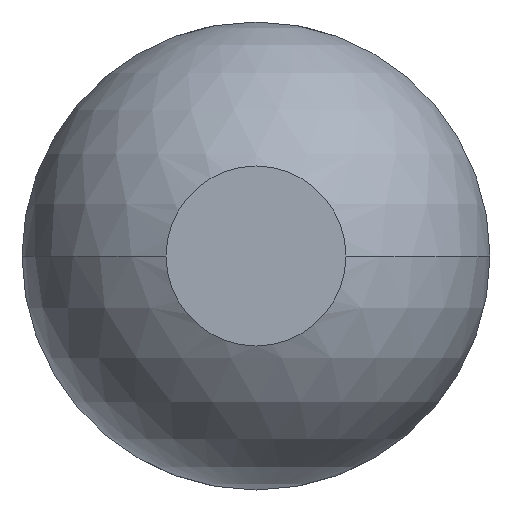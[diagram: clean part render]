
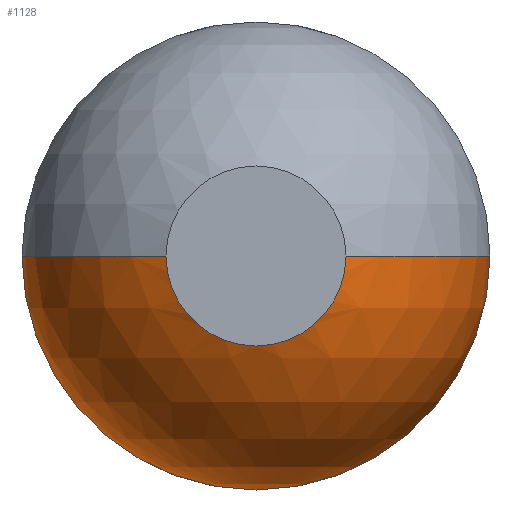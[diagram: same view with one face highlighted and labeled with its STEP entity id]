
A CAD part, front view. The second image highlights one B-rep face of the part: STEP entity #1128.
In plain terms, the highlighted spherical face has radius 0.39 mm.
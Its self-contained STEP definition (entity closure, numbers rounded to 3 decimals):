
#9 = DIRECTION ( 'NONE',  ( 0., 0., -1. ) ) ;
#91 = VERTEX_POINT ( 'NONE', #359 ) ;
#94 = CARTESIAN_POINT ( 'NONE',  ( 0., -35.94, 0. ) ) ;
#113 = SPHERICAL_SURFACE ( 'NONE', #1496, 0.39 ) ;
#227 = AXIS2_PLACEMENT_3D ( 'NONE', #3003, #2430, #1965 ) ;
#289 = CIRCLE ( 'NONE', #227, 0.15 ) ;
#316 = ORIENTED_EDGE ( 'NONE', *, *, #990, .F. ) ;
#359 = CARTESIAN_POINT ( 'NONE',  ( 0.15, -36.3, 0. ) ) ;
#373 = CIRCLE ( 'NONE', #2760, 0.39 ) ;
#421 = CARTESIAN_POINT ( 'NONE',  ( 0., -35.94, 0. ) ) ;
#487 = CIRCLE ( 'NONE', #2841, 0.39 ) ;
#545 = ORIENTED_EDGE ( 'NONE', *, *, #3145, .F. ) ;
#599 = AXIS2_PLACEMENT_3D ( 'NONE', #2321, #2602, #9 ) ;
#628 = ORIENTED_EDGE ( 'NONE', *, *, #1953, .F. ) ;
#689 = CARTESIAN_POINT ( 'NONE',  ( 0., -35.94, -0.39 ) ) ;
#938 = VERTEX_POINT ( 'NONE', #2109 ) ;
#990 = EDGE_CURVE ( 'Defeature ausgef�hrt1_5+Defeature ausgef�hrt1_4+Defeature ausgef�hrt1_4+Defeature ausgef�hrt1_4', #1566, #1935, #1571, .T. ) ;
#1011 = CARTESIAN_POINT ( 'NONE',  ( 0., -35.94, 0. ) ) ;
#1128 = ADVANCED_FACE ( 'Defeature ausgef�hrt1_4', ( #1944 ), #113, .T. ) ;
#1195 = CARTESIAN_POINT ( 'NONE',  ( -0.39, -35.94, 0. ) ) ;
#1257 = CARTESIAN_POINT ( 'NONE',  ( 0.39, -35.94, 0. ) ) ;
#1274 = DIRECTION ( 'NONE',  ( 0., 0., -1. ) ) ;
#1496 = AXIS2_PLACEMENT_3D ( 'NONE', #421, #1695, #1717 ) ;
#1508 = DIRECTION ( 'NONE',  ( 1., 0., 0. ) ) ;
#1566 = VERTEX_POINT ( 'NONE', #689 ) ;
#1567 = CIRCLE ( 'NONE', #1819, 0.39 ) ;
#1571 = CIRCLE ( 'NONE', #2291, 0.39 ) ;
#1613 = VERTEX_POINT ( 'NONE', #1257 ) ;
#1635 = EDGE_CURVE ( 'NONE', #2923, #1935, #373, .T. ) ;
#1653 = ORIENTED_EDGE ( 'NONE', *, *, #1635, .T. ) ;
#1685 = CIRCLE ( 'NONE', #599, 0.15 ) ;
#1695 = DIRECTION ( 'NONE',  ( 0., 0., -1. ) ) ;
#1717 = DIRECTION ( 'NONE',  ( 1., 0., 0. ) ) ;
#1819 = AXIS2_PLACEMENT_3D ( 'NONE', #2218, #2261, #3025 ) ;
#1826 = EDGE_CURVE ( 'Defeature ausgef�hrt1_11+Defeature ausgef�hrt1_4+Defeature ausgef�hrt1_4+Defeature ausgef�hrt1_4', #938, #91, #1685, .T. ) ;
#1935 = VERTEX_POINT ( 'NONE', #1195 ) ;
#1944 = FACE_OUTER_BOUND ( 'NONE', #2247, .T. ) ;
#1953 = EDGE_CURVE ( 'Defeature ausgef�hrt1_5+Defeature ausgef�hrt1_4+Defeature ausgef�hrt1_4+Defeature ausgef�hrt1_4', #1613, #1566, #1567, .T. ) ;
#1965 = DIRECTION ( 'NONE',  ( 0., 0., -1. ) ) ;
#2109 = CARTESIAN_POINT ( 'NONE',  ( 0., -36.3, -0.15 ) ) ;
#2218 = CARTESIAN_POINT ( 'NONE',  ( 0., -35.94, 0. ) ) ;
#2247 = EDGE_LOOP ( 'NONE', ( #545, #1653, #316, #628, #2890, #3054 ) ) ;
#2261 = DIRECTION ( 'NONE',  ( 0., 1., 0. ) ) ;
#2291 = AXIS2_PLACEMENT_3D ( 'NONE', #94, #3223, #2656 ) ;
#2294 = DIRECTION ( 'NONE',  ( -1., 0., 0. ) ) ;
#2321 = CARTESIAN_POINT ( 'NONE',  ( 0., -36.3, 0. ) ) ;
#2430 = DIRECTION ( 'NONE',  ( 0., -1., 0. ) ) ;
#2553 = CARTESIAN_POINT ( 'NONE',  ( 0., -35.94, 0. ) ) ;
#2602 = DIRECTION ( 'NONE',  ( 0., -1., 0. ) ) ;
#2656 = DIRECTION ( 'NONE',  ( 0., 0., 1. ) ) ;
#2760 = AXIS2_PLACEMENT_3D ( 'NONE', #1011, #1274, #2294 ) ;
#2788 = EDGE_CURVE ( 'NONE', #91, #1613, #487, .T. ) ;
#2841 = AXIS2_PLACEMENT_3D ( 'NONE', #2553, #3061, #1508 ) ;
#2890 = ORIENTED_EDGE ( 'NONE', *, *, #2788, .F. ) ;
#2917 = CARTESIAN_POINT ( 'NONE',  ( -0.15, -36.3, 0. ) ) ;
#2923 = VERTEX_POINT ( 'NONE', #2917 ) ;
#3003 = CARTESIAN_POINT ( 'NONE',  ( 0., -36.3, 0. ) ) ;
#3025 = DIRECTION ( 'NONE',  ( 0., 0., 1. ) ) ;
#3054 = ORIENTED_EDGE ( 'NONE', *, *, #1826, .F. ) ;
#3061 = DIRECTION ( 'NONE',  ( 0., 0., 1. ) ) ;
#3145 = EDGE_CURVE ( 'Defeature ausgef�hrt1_11+Defeature ausgef�hrt1_4+Defeature ausgef�hrt1_4+Defeature ausgef�hrt1_4', #2923, #938, #289, .T. ) ;
#3223 = DIRECTION ( 'NONE',  ( 0., 1., 0. ) ) ;
